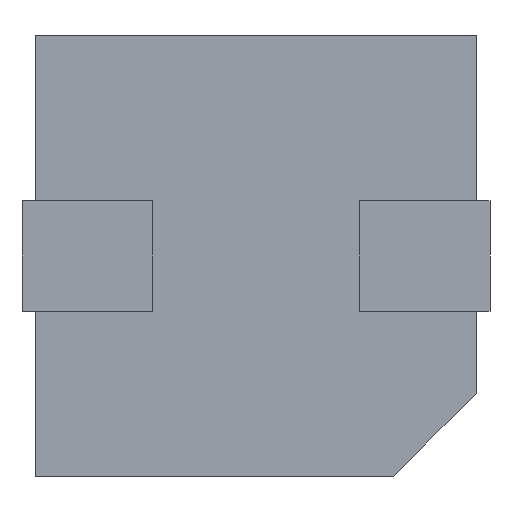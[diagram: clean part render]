
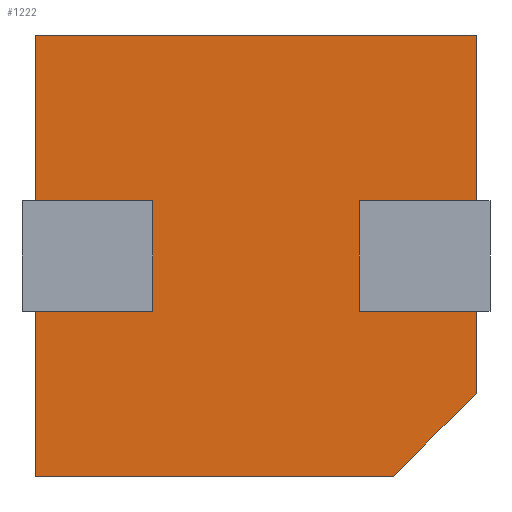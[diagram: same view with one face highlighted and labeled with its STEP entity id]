
A CAD part, front view. The second image highlights one B-rep face of the part: STEP entity #1222.
In plain terms, the highlighted planar face has unit normal (0, -1, 0).
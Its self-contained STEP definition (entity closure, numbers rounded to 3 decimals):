
#34=LINE('',#1830,#181);
#35=LINE('',#1832,#182);
#36=LINE('',#1834,#183);
#37=LINE('',#1836,#184);
#38=LINE('',#1838,#185);
#39=LINE('',#1840,#186);
#40=LINE('',#1842,#187);
#41=LINE('',#1844,#188);
#42=LINE('',#1846,#189);
#43=LINE('',#1848,#190);
#44=LINE('',#1850,#191);
#45=LINE('',#1852,#192);
#46=LINE('',#1853,#193);
#181=VECTOR('',#1478,0.849);
#182=VECTOR('',#1479,0.6);
#183=VECTOR('',#1480,0.85);
#184=VECTOR('',#1481,0.8);
#185=VECTOR('',#1482,0.85);
#186=VECTOR('',#1483,1.2);
#187=VECTOR('',#1484,3.2);
#188=VECTOR('',#1485,1.2);
#189=VECTOR('',#1486,0.85);
#190=VECTOR('',#1487,0.8);
#191=VECTOR('',#1488,0.85);
#192=VECTOR('',#1489,1.2);
#193=VECTOR('',#1490,2.6);
#333=FACE_OUTER_BOUND('',#402,.T.);
#402=EDGE_LOOP('',(#843,#844,#845,#846,#847,#848,#849,#850,#851,#852,#853,
#854,#855));
#521=VERTEX_POINT('',#1828);
#522=VERTEX_POINT('',#1829);
#523=VERTEX_POINT('',#1831);
#524=VERTEX_POINT('',#1833);
#525=VERTEX_POINT('',#1835);
#526=VERTEX_POINT('',#1837);
#527=VERTEX_POINT('',#1839);
#528=VERTEX_POINT('',#1841);
#529=VERTEX_POINT('',#1843);
#530=VERTEX_POINT('',#1845);
#531=VERTEX_POINT('',#1847);
#532=VERTEX_POINT('',#1849);
#533=VERTEX_POINT('',#1851);
#648=EDGE_CURVE('',#521,#522,#34,.T.);
#649=EDGE_CURVE('',#523,#522,#35,.T.);
#650=EDGE_CURVE('',#523,#524,#36,.T.);
#651=EDGE_CURVE('',#525,#524,#37,.T.);
#652=EDGE_CURVE('',#526,#525,#38,.T.);
#653=EDGE_CURVE('',#527,#526,#39,.T.);
#654=EDGE_CURVE('',#528,#527,#40,.T.);
#655=EDGE_CURVE('',#529,#528,#41,.T.);
#656=EDGE_CURVE('',#529,#530,#42,.T.);
#657=EDGE_CURVE('',#531,#530,#43,.T.);
#658=EDGE_CURVE('',#532,#531,#44,.T.);
#659=EDGE_CURVE('',#533,#532,#45,.T.);
#660=EDGE_CURVE('',#521,#533,#46,.T.);
#843=ORIENTED_EDGE('',*,*,#648,.T.);
#844=ORIENTED_EDGE('',*,*,#649,.F.);
#845=ORIENTED_EDGE('',*,*,#650,.T.);
#846=ORIENTED_EDGE('',*,*,#651,.F.);
#847=ORIENTED_EDGE('',*,*,#652,.F.);
#848=ORIENTED_EDGE('',*,*,#653,.F.);
#849=ORIENTED_EDGE('',*,*,#654,.F.);
#850=ORIENTED_EDGE('',*,*,#655,.F.);
#851=ORIENTED_EDGE('',*,*,#656,.T.);
#852=ORIENTED_EDGE('',*,*,#657,.F.);
#853=ORIENTED_EDGE('',*,*,#658,.F.);
#854=ORIENTED_EDGE('',*,*,#659,.F.);
#855=ORIENTED_EDGE('',*,*,#660,.F.);
#1162=PLANE('',#1328);
#1222=ADVANCED_FACE('',(#333),#1162,.F.);
#1328=AXIS2_PLACEMENT_3D('',#1827,#1476,#1477);
#1476=DIRECTION('center_axis',(0.,1.,0.));
#1477=DIRECTION('ref_axis',(1.,0.,0.));
#1478=DIRECTION('',(0.707,0.,0.707));
#1479=DIRECTION('',(0.,0.,-1.));
#1480=DIRECTION('',(-1.,0.,0.));
#1481=DIRECTION('',(0.,0.,-1.));
#1482=DIRECTION('',(-1.,0.,0.));
#1483=DIRECTION('',(0.,0.,-1.));
#1484=DIRECTION('',(1.,0.,0.));
#1485=DIRECTION('',(0.,0.,1.));
#1486=DIRECTION('',(1.,0.,0.));
#1487=DIRECTION('',(0.,0.,1.));
#1488=DIRECTION('',(1.,0.,0.));
#1489=DIRECTION('',(0.,0.,1.));
#1490=DIRECTION('',(-1.,0.,0.));
#1827=CARTESIAN_POINT('Origin',(0.043,-0.685,-0.045));
#1828=CARTESIAN_POINT('',(1.043,-0.685,-1.645));
#1829=CARTESIAN_POINT('',(1.643,-0.685,-1.045));
#1830=CARTESIAN_POINT('',(1.043,-0.685,-1.645));
#1831=CARTESIAN_POINT('',(1.643,-0.685,-0.445));
#1832=CARTESIAN_POINT('',(1.643,-0.685,-0.445));
#1833=CARTESIAN_POINT('',(0.793,-0.685,-0.445));
#1834=CARTESIAN_POINT('',(1.643,-0.685,-0.445));
#1835=CARTESIAN_POINT('',(0.793,-0.685,0.355));
#1836=CARTESIAN_POINT('',(0.793,-0.685,0.355));
#1837=CARTESIAN_POINT('',(1.643,-0.685,0.355));
#1838=CARTESIAN_POINT('',(1.643,-0.685,0.355));
#1839=CARTESIAN_POINT('',(1.643,-0.685,1.555));
#1840=CARTESIAN_POINT('',(1.643,-0.685,1.555));
#1841=CARTESIAN_POINT('',(-1.557,-0.685,1.555));
#1842=CARTESIAN_POINT('',(-1.557,-0.685,1.555));
#1843=CARTESIAN_POINT('',(-1.557,-0.685,0.355));
#1844=CARTESIAN_POINT('',(-1.557,-0.685,0.355));
#1845=CARTESIAN_POINT('',(-0.707,-0.685,0.355));
#1846=CARTESIAN_POINT('',(-1.557,-0.685,0.355));
#1847=CARTESIAN_POINT('',(-0.707,-0.685,-0.445));
#1848=CARTESIAN_POINT('',(-0.707,-0.685,-0.445));
#1849=CARTESIAN_POINT('',(-1.557,-0.685,-0.445));
#1850=CARTESIAN_POINT('',(-1.557,-0.685,-0.445));
#1851=CARTESIAN_POINT('',(-1.557,-0.685,-1.645));
#1852=CARTESIAN_POINT('',(-1.557,-0.685,-1.645));
#1853=CARTESIAN_POINT('',(1.043,-0.685,-1.645));
